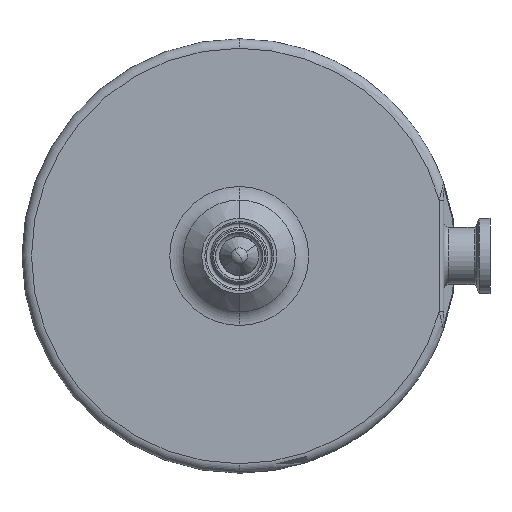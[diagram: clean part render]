
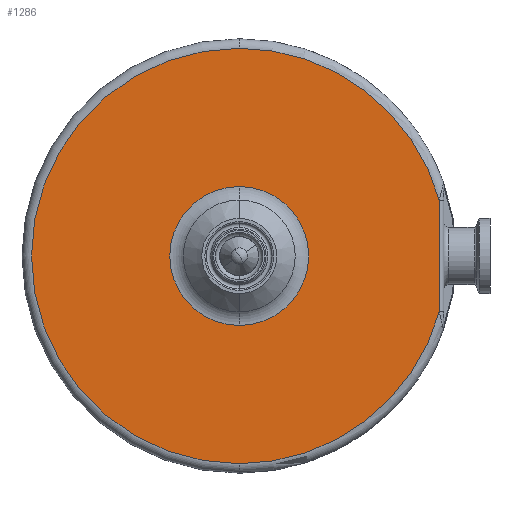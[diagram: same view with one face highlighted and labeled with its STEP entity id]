
A CAD part, front view. The second image highlights one B-rep face of the part: STEP entity #1286.
In plain terms, the highlighted planar face has unit normal (0, -1, 0).
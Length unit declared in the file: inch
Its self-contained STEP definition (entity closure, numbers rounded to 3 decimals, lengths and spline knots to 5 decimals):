
#257 = AXIS2_PLACEMENT_3D ( 'NONE', #2252, #8304, #3122 ) ;
#276 = CARTESIAN_POINT ( 'NONE',  ( 0., 0.9475, 0. ) ) ;
#764 = ORIENTED_EDGE ( 'NONE', *, *, #1080, .T. ) ;
#1053 = AXIS2_PLACEMENT_3D ( 'NONE', #7599, #9263, #1626 ) ;
#1080 = EDGE_CURVE ( 'NONE', #7139, #2273, #11139, .T. ) ;
#1286 = ADVANCED_FACE ( 'NONE', ( #6000, #7746 ), #9446, .F. ) ;
#1569 = CARTESIAN_POINT ( 'NONE',  ( 0., 0.9475, -2.725 ) ) ;
#1626 = DIRECTION ( 'NONE',  ( 0., 0., 1. ) ) ;
#2252 = CARTESIAN_POINT ( 'NONE',  ( 0., 0.9475, 0. ) ) ;
#2273 = VERTEX_POINT ( 'NONE', #3084 ) ;
#2431 = CARTESIAN_POINT ( 'NONE',  ( 2.625, 0.9475, -0.73144 ) ) ;
#2612 = EDGE_LOOP ( 'NONE', ( #8966, #3836, #3187, #8733 ) ) ;
#2810 = DIRECTION ( 'NONE',  ( 0., 0., 1. ) ) ;
#3053 = CARTESIAN_POINT ( 'NONE',  ( 0., 0.9475, 0.91105 ) ) ;
#3080 = VERTEX_POINT ( 'NONE', #2431 ) ;
#3084 = CARTESIAN_POINT ( 'NONE',  ( 0., 0.9475, -0.91105 ) ) ;
#3122 = DIRECTION ( 'NONE',  ( 0., 0., 1. ) ) ;
#3187 = ORIENTED_EDGE ( 'NONE', *, *, #5765, .F. ) ;
#3197 = AXIS2_PLACEMENT_3D ( 'NONE', #10279, #11074, #7714 ) ;
#3438 = AXIS2_PLACEMENT_3D ( 'NONE', #5940, #8580, #8612 ) ;
#3781 = CARTESIAN_POINT ( 'NONE',  ( 0., 0.9475, 0. ) ) ;
#3792 = DIRECTION ( 'NONE',  ( 0., 0., 1. ) ) ;
#3799 = CIRCLE ( 'NONE', #7549, 2.725 ) ;
#3827 = CIRCLE ( 'NONE', #257, 2.725 ) ;
#3836 = ORIENTED_EDGE ( 'NONE', *, *, #6361, .T. ) ;
#4207 = CIRCLE ( 'NONE', #3438, 2.725 ) ;
#4867 = CARTESIAN_POINT ( 'NONE',  ( 2.625, 0.9475, 0. ) ) ;
#5121 = EDGE_CURVE ( 'NONE', #2273, #7139, #7719, .T. ) ;
#5172 = VECTOR ( 'NONE', #5808, 39.37008 ) ;
#5532 = DIRECTION ( 'NONE',  ( 0., 1., 0. ) ) ;
#5765 = EDGE_CURVE ( 'NONE', #10204, #6292, #4207, .T. ) ;
#5808 = DIRECTION ( 'NONE',  ( 0., 0., 1. ) ) ;
#5940 = CARTESIAN_POINT ( 'NONE',  ( 0., 0.9475, 0. ) ) ;
#6000 = FACE_OUTER_BOUND ( 'NONE', #2612, .T. ) ;
#6056 = EDGE_CURVE ( 'NONE', #3080, #7347, #3799, .T. ) ;
#6292 = VERTEX_POINT ( 'NONE', #7355 ) ;
#6333 = DIRECTION ( 'NONE',  ( 0., 1., 0. ) ) ;
#6361 = EDGE_CURVE ( 'NONE', #3080, #6292, #8675, .T. ) ;
#6690 = EDGE_CURVE ( 'NONE', #7347, #10204, #3827, .T. ) ;
#7118 = AXIS2_PLACEMENT_3D ( 'NONE', #276, #6333, #3792 ) ;
#7139 = VERTEX_POINT ( 'NONE', #3053 ) ;
#7347 = VERTEX_POINT ( 'NONE', #1569 ) ;
#7355 = CARTESIAN_POINT ( 'NONE',  ( 2.625, 0.9475, 0.73144 ) ) ;
#7356 = EDGE_LOOP ( 'NONE', ( #764, #10268 ) ) ;
#7549 = AXIS2_PLACEMENT_3D ( 'NONE', #3781, #5532, #2810 ) ;
#7599 = CARTESIAN_POINT ( 'NONE',  ( 0., 0.9475, 0. ) ) ;
#7714 = DIRECTION ( 'NONE',  ( 0., 0., 1. ) ) ;
#7719 = CIRCLE ( 'NONE', #1053, 0.91105 ) ;
#7746 = FACE_BOUND ( 'NONE', #7356, .T. ) ;
#8304 = DIRECTION ( 'NONE',  ( 0., 1., 0. ) ) ;
#8580 = DIRECTION ( 'NONE',  ( 0., 1., 0. ) ) ;
#8612 = DIRECTION ( 'NONE',  ( 0., 0., 1. ) ) ;
#8675 = LINE ( 'NONE', #4867, #5172 ) ;
#8733 = ORIENTED_EDGE ( 'NONE', *, *, #6690, .F. ) ;
#8966 = ORIENTED_EDGE ( 'NONE', *, *, #6056, .F. ) ;
#9263 = DIRECTION ( 'NONE',  ( 0., 1., 0. ) ) ;
#9446 = PLANE ( 'NONE',  #3197 ) ;
#9926 = CARTESIAN_POINT ( 'NONE',  ( 0., 0.9475, 2.725 ) ) ;
#10204 = VERTEX_POINT ( 'NONE', #9926 ) ;
#10268 = ORIENTED_EDGE ( 'NONE', *, *, #5121, .T. ) ;
#10279 = CARTESIAN_POINT ( 'NONE',  ( 0.91105, 0.9475, 0. ) ) ;
#11074 = DIRECTION ( 'NONE',  ( 0., 1., 0. ) ) ;
#11139 = CIRCLE ( 'NONE', #7118, 0.91105 ) ;
